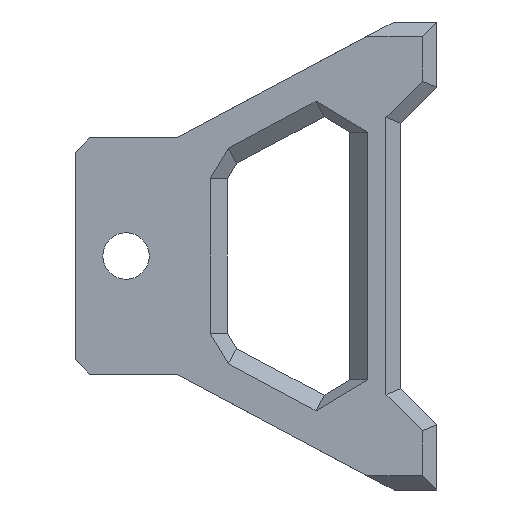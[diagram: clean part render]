
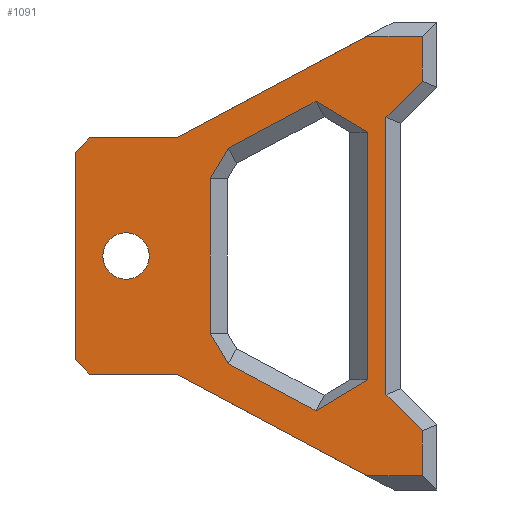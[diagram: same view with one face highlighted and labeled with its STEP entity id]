
A CAD part, left-side view. The second image highlights one B-rep face of the part: STEP entity #1091.
In plain terms, the highlighted planar face has unit normal (-1, 0, 0).
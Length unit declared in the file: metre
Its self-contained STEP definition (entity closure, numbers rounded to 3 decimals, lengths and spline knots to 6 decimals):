
#23=CIRCLE('',#1168,0.0016);
#29=ORIENTED_EDGE('',*,*,#337,.T.);
#30=ORIENTED_EDGE('',*,*,#338,.T.);
#31=ORIENTED_EDGE('',*,*,#339,.T.);
#32=ORIENTED_EDGE('',*,*,#340,.T.);
#33=ORIENTED_EDGE('',*,*,#341,.T.);
#34=ORIENTED_EDGE('',*,*,#342,.F.);
#35=ORIENTED_EDGE('',*,*,#343,.T.);
#36=ORIENTED_EDGE('',*,*,#344,.F.);
#37=ORIENTED_EDGE('',*,*,#345,.F.);
#38=ORIENTED_EDGE('',*,*,#346,.T.);
#39=ORIENTED_EDGE('',*,*,#347,.T.);
#40=ORIENTED_EDGE('',*,*,#348,.T.);
#41=ORIENTED_EDGE('',*,*,#349,.T.);
#42=ORIENTED_EDGE('',*,*,#350,.T.);
#43=ORIENTED_EDGE('',*,*,#351,.T.);
#44=ORIENTED_EDGE('',*,*,#352,.T.);
#45=ORIENTED_EDGE('',*,*,#353,.T.);
#46=ORIENTED_EDGE('',*,*,#354,.T.);
#47=ORIENTED_EDGE('',*,*,#355,.T.);
#48=ORIENTED_EDGE('',*,*,#356,.T.);
#49=ORIENTED_EDGE('',*,*,#357,.T.);
#50=ORIENTED_EDGE('',*,*,#358,.F.);
#51=ORIENTED_EDGE('',*,*,#359,.T.);
#337=EDGE_CURVE('',#491,#492,#587,.T.);
#338=EDGE_CURVE('',#492,#493,#588,.F.);
#339=EDGE_CURVE('',#493,#494,#589,.T.);
#340=EDGE_CURVE('',#494,#495,#590,.F.);
#341=EDGE_CURVE('',#495,#496,#591,.T.);
#342=EDGE_CURVE('',#497,#496,#592,.T.);
#343=EDGE_CURVE('',#497,#498,#593,.T.);
#344=EDGE_CURVE('',#491,#498,#594,.T.);
#345=EDGE_CURVE('',#499,#499,#23,.T.);
#346=EDGE_CURVE('',#500,#501,#595,.T.);
#347=EDGE_CURVE('',#501,#502,#596,.T.);
#348=EDGE_CURVE('',#502,#503,#597,.T.);
#349=EDGE_CURVE('',#503,#504,#598,.F.);
#350=EDGE_CURVE('',#504,#505,#599,.T.);
#351=EDGE_CURVE('',#505,#506,#600,.T.);
#352=EDGE_CURVE('',#506,#507,#601,.T.);
#353=EDGE_CURVE('',#507,#508,#602,.T.);
#354=EDGE_CURVE('',#508,#509,#603,.T.);
#355=EDGE_CURVE('',#509,#510,#604,.T.);
#356=EDGE_CURVE('',#510,#511,#605,.T.);
#357=EDGE_CURVE('',#511,#512,#606,.T.);
#358=EDGE_CURVE('',#513,#512,#607,.T.);
#359=EDGE_CURVE('',#513,#500,#608,.T.);
#491=VERTEX_POINT('',#1527);
#492=VERTEX_POINT('',#1528);
#493=VERTEX_POINT('',#1530);
#494=VERTEX_POINT('',#1532);
#495=VERTEX_POINT('',#1534);
#496=VERTEX_POINT('',#1536);
#497=VERTEX_POINT('',#1538);
#498=VERTEX_POINT('',#1540);
#499=VERTEX_POINT('',#1543);
#500=VERTEX_POINT('',#1545);
#501=VERTEX_POINT('',#1546);
#502=VERTEX_POINT('',#1548);
#503=VERTEX_POINT('',#1550);
#504=VERTEX_POINT('',#1552);
#505=VERTEX_POINT('',#1554);
#506=VERTEX_POINT('',#1556);
#507=VERTEX_POINT('',#1558);
#508=VERTEX_POINT('',#1560);
#509=VERTEX_POINT('',#1562);
#510=VERTEX_POINT('',#1564);
#511=VERTEX_POINT('',#1566);
#512=VERTEX_POINT('',#1568);
#513=VERTEX_POINT('',#1570);
#587=LINE('',#1526,#735);
#588=LINE('',#1529,#736);
#589=LINE('',#1531,#737);
#590=LINE('',#1533,#738);
#591=LINE('',#1535,#739);
#592=LINE('',#1537,#740);
#593=LINE('',#1539,#741);
#594=LINE('',#1541,#742);
#595=LINE('',#1544,#743);
#596=LINE('',#1547,#744);
#597=LINE('',#1549,#745);
#598=LINE('',#1551,#746);
#599=LINE('',#1553,#747);
#600=LINE('',#1555,#748);
#601=LINE('',#1557,#749);
#602=LINE('',#1559,#750);
#603=LINE('',#1561,#751);
#604=LINE('',#1563,#752);
#605=LINE('',#1565,#753);
#606=LINE('',#1567,#754);
#607=LINE('',#1569,#755);
#608=LINE('',#1571,#756);
#735=VECTOR('',#1240,1.);
#736=VECTOR('',#1241,1.);
#737=VECTOR('',#1242,1.);
#738=VECTOR('',#1243,1.);
#739=VECTOR('',#1244,1.);
#740=VECTOR('',#1245,1.);
#741=VECTOR('',#1246,1.);
#742=VECTOR('',#1247,1.);
#743=VECTOR('',#1250,1.);
#744=VECTOR('',#1251,1.);
#745=VECTOR('',#1252,1.);
#746=VECTOR('',#1253,1.);
#747=VECTOR('',#1254,1.);
#748=VECTOR('',#1255,1.);
#749=VECTOR('',#1256,1.);
#750=VECTOR('',#1257,1.);
#751=VECTOR('',#1258,1.);
#752=VECTOR('',#1259,1.);
#753=VECTOR('',#1260,1.);
#754=VECTOR('',#1261,1.);
#755=VECTOR('',#1262,1.);
#756=VECTOR('',#1263,1.);
#883=EDGE_LOOP('',(#29,#30,#31,#32,#33,#34,#35,#36));
#884=EDGE_LOOP('',(#37));
#885=EDGE_LOOP('',(#38,#39,#40,#41,#42,#43,#44,#45,#46,#47,#48,#49,#50,
#51));
#957=FACE_BOUND('',#883,.T.);
#958=FACE_BOUND('',#884,.T.);
#959=FACE_BOUND('',#885,.T.);
#1031=PLANE('',#1167);
#1091=ADVANCED_FACE('',(#957,#958,#959),#1031,.T.);
#1167=AXIS2_PLACEMENT_3D('',#1525,#1238,#1239);
#1168=AXIS2_PLACEMENT_3D('',#1542,#1248,#1249);
#1238=DIRECTION('',(-1.,0.,0.));
#1239=DIRECTION('',(0.,0.,-1.));
#1240=DIRECTION('',(0.,-0.882,0.471));
#1241=DIRECTION('',(0.,0.857,0.514));
#1242=DIRECTION('',(0.,0.,-1.));
#1243=DIRECTION('',(0.,-0.857,0.514));
#1244=DIRECTION('',(0.,0.882,0.471));
#1245=DIRECTION('',(0.,-0.514,-0.857));
#1246=DIRECTION('',(0.,0.,1.));
#1247=DIRECTION('',(0.,0.514,-0.857));
#1248=DIRECTION('',(-1.,0.,0.));
#1249=DIRECTION('',(0.,0.,-1.));
#1250=DIRECTION('',(0.,0.,-1.));
#1251=DIRECTION('',(0.,-0.707,-0.707));
#1252=DIRECTION('',(0.,-1.,0.));
#1253=DIRECTION('',(0.,0.882,0.471));
#1254=DIRECTION('',(0.,-1.,0.));
#1255=DIRECTION('',(0.,0.,1.));
#1256=DIRECTION('',(0.,0.707,0.707));
#1257=DIRECTION('',(0.,0.,1.));
#1258=DIRECTION('',(0.,-0.707,0.707));
#1259=DIRECTION('',(0.,0.,1.));
#1260=DIRECTION('',(0.,1.,0.));
#1261=DIRECTION('',(0.,0.882,-0.471));
#1262=DIRECTION('',(0.,-1.,0.));
#1263=DIRECTION('',(0.,0.707,-0.707));
#1525=CARTESIAN_POINT('',(-0.060082,-0.007253,0.027493));
#1526=CARTESIAN_POINT('',(-0.060082,-0.00296,0.039107));
#1527=CARTESIAN_POINT('',(-0.060082,0.004849,0.034943));
#1528=CARTESIAN_POINT('',(-0.060082,-0.001195,0.038166));
#1529=CARTESIAN_POINT('',(-0.060082,-0.010358,0.032669));
#1530=CARTESIAN_POINT('',(-0.060082,-0.004725,0.036049));
#1531=CARTESIAN_POINT('',(-0.060082,-0.004725,0.027493));
#1532=CARTESIAN_POINT('',(-0.060082,-0.004725,0.018938));
#1533=CARTESIAN_POINT('',(-0.060082,-0.010358,0.022318));
#1534=CARTESIAN_POINT('',(-0.060082,-0.001195,0.01682));
#1535=CARTESIAN_POINT('',(-0.060082,0.005484,0.020383));
#1536=CARTESIAN_POINT('',(-0.060082,0.004849,0.020044));
#1537=CARTESIAN_POINT('',(-0.060082,0.004932,0.020182));
#1538=CARTESIAN_POINT('',(-0.060082,0.006119,0.022162));
#1539=CARTESIAN_POINT('',(-0.060082,0.006119,0.027493));
#1540=CARTESIAN_POINT('',(-0.060082,0.006119,0.032825));
#1541=CARTESIAN_POINT('',(-0.060082,0.004932,0.034804));
#1542=CARTESIAN_POINT('',(-0.060082,0.011919,0.027493));
#1543=CARTESIAN_POINT('',(-0.060082,0.011919,0.025893));
#1544=CARTESIAN_POINT('',(-0.060082,0.015419,0.027493));
#1545=CARTESIAN_POINT('',(-0.060082,0.015419,0.034645));
#1546=CARTESIAN_POINT('',(-0.060082,0.015419,0.020342));
#1547=CARTESIAN_POINT('',(-0.060082,0.007659,0.012581));
#1548=CARTESIAN_POINT('',(-0.060082,0.014419,0.019342));
#1549=CARTESIAN_POINT('',(-0.060082,0.015419,0.019342));
#1550=CARTESIAN_POINT('',(-0.060082,0.008419,0.019342));
#1551=CARTESIAN_POINT('',(-0.060082,-0.000397,0.014639));
#1552=CARTESIAN_POINT('',(-0.060082,-0.004706,0.012342));
#1553=CARTESIAN_POINT('',(-0.060082,-0.009525,0.012342));
#1554=CARTESIAN_POINT('',(-0.060082,-0.008525,0.012342));
#1555=CARTESIAN_POINT('',(-0.060082,-0.008525,0.027493));
#1556=CARTESIAN_POINT('',(-0.060082,-0.008525,0.015427));
#1557=CARTESIAN_POINT('',(-0.060082,-0.006318,0.017634));
#1558=CARTESIAN_POINT('',(-0.060082,-0.006025,0.017927));
#1559=CARTESIAN_POINT('',(-0.060082,-0.006025,0.027493));
#1560=CARTESIAN_POINT('',(-0.060082,-0.006025,0.037059));
#1561=CARTESIAN_POINT('',(-0.060082,-0.008818,0.039852));
#1562=CARTESIAN_POINT('',(-0.060082,-0.008525,0.039559));
#1563=CARTESIAN_POINT('',(-0.060082,-0.008525,0.043645));
#1564=CARTESIAN_POINT('',(-0.060082,-0.008525,0.042645));
#1565=CARTESIAN_POINT('',(-0.060082,-0.007253,0.042645));
#1566=CARTESIAN_POINT('',(-0.060082,-0.004706,0.042645));
#1567=CARTESIAN_POINT('',(-0.060082,-0.000397,0.040347));
#1568=CARTESIAN_POINT('',(-0.060082,0.008419,0.035645));
#1569=CARTESIAN_POINT('',(-0.060082,0.015419,0.035645));
#1570=CARTESIAN_POINT('',(-0.060082,0.014419,0.035645));
#1571=CARTESIAN_POINT('',(-0.060082,0.007659,0.042405));
